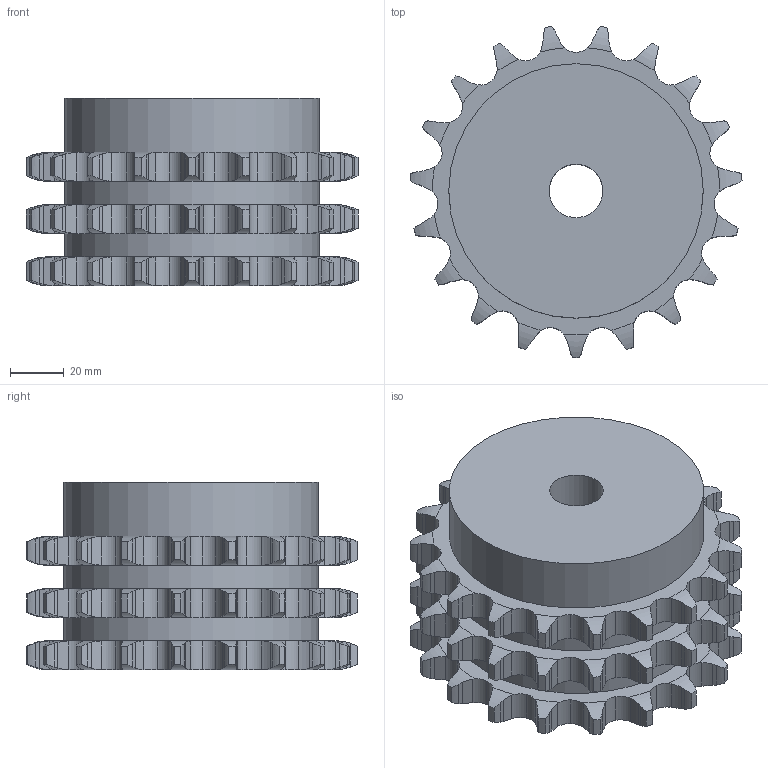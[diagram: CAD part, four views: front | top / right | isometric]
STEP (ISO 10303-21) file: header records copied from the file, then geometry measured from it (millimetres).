
FILE_DESCRIPTION(('FreeCAD Model'),'2;1');
FILE_NAME('Open CASCADE Shape Model','2021-10-10T17:49:52',('FreeCAD'),( 'FreeCAD'),'Open CASCADE STEP processor 7.4','FreeCAD','Unknown');
FILE_SCHEMA(('AUTOMOTIVE_DESIGN { 1 0 10303 214 1 1 1 1 }'));
Products named in the file (1): Open CASCADE STEP translator 7.4 12
Bounding box: 123.96 x 123.55 x 70 mm (x, y, z)
Volume: 557675.4 mm3; surface area: 62118.9 mm2
Topology: 1 solids, 1 shells, 645 faces, 1912 edges, 1275 vertices
Faces by surface type: cylinder 403, plane 122, torus 120
Full cylindrical faces by diameter (mm): 20 x1, 95 x3
Entity records: 58401 total; most frequent: CARTESIAN_POINT 25759, DIRECTION 4533, ORIENTED_EDGE 3824, PCURVE 3824, DEFINITIONAL_REPRESENTATION 3824, B_SPLINE_CURVE_WITH_KNOTS 2754, LINE 2147, VECTOR 2147
